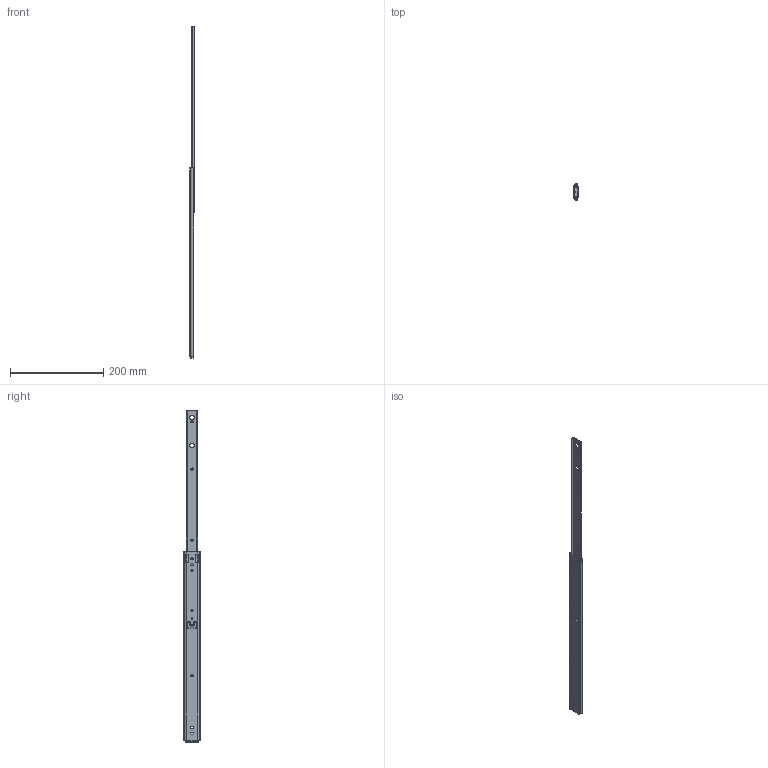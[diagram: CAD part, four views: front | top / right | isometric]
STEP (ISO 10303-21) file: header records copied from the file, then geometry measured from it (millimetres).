
FILE_DESCRIPTION (( 'STEP AP203' ), '1' );
FILE_NAME ('S103-16.STEP', '2020-12-23T07:33:44', ( '' ), ( '' ), 'SwSTEP 2.0', 'SolidWorks 2019', '' );
FILE_SCHEMA (( 'CONFIG_CONTROL_DESIGN' ));
Length unit declared in the file: millimetre
Products named in the file (7): IM S103-16 ; PN284-1 リードイン　 ; PN84 バネ; OM S103-16  ; S103-16; PN101リベット; PN1 
Assembly tree (6 placements, depth 2):
  S103-16
    OM S103-16  
    PN284-1 リードイン　 
    PN84 バネ
    PN101リベット
    PN1 
    IM S103-16 
Bounding box: 9.6 x 35.3 x 711.9 mm (x, y, z)
Volume: 52453.8 mm3; surface area: 69560.1 mm2
Topology: 6 solids, 6 shells, 324 faces, 906 edges, 584 vertices
Faces by surface type: plane 161, cylinder 151, sphere 8, bspline 4
Entity records: 11909 total; most frequent: CARTESIAN_POINT 2779, ORIENTED_EDGE 1796, DIRECTION 1730, EDGE_CURVE 898, AXIS2_PLACEMENT_3D 595, VERTEX_POINT 584, LINE 540, VECTOR 540
